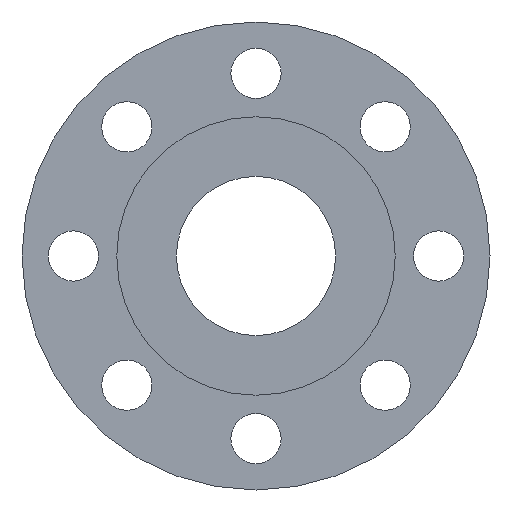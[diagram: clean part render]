
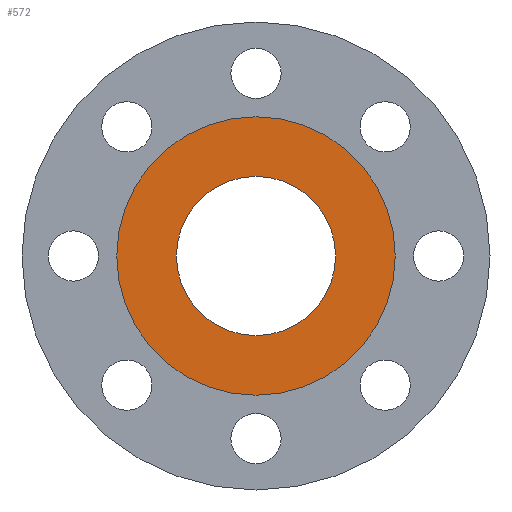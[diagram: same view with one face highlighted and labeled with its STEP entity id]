
A CAD part, front view. The second image highlights one B-rep face of the part: STEP entity #572.
In plain terms, the highlighted planar face has unit normal (0, -1, 0).
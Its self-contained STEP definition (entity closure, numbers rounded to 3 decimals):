
#11 = PLANE ( 'NONE',  #1007 ) ;
#29 = DIRECTION ( 'NONE',  ( 0., 1., 0. ) ) ;
#102 = CARTESIAN_POINT ( 'NONE',  ( 0., 0., -34.85 ) ) ;
#103 = AXIS2_PLACEMENT_3D ( 'NONE', #947, #29, #183 ) ;
#121 = DIRECTION ( 'NONE',  ( 0., 0., -1. ) ) ;
#150 = AXIS2_PLACEMENT_3D ( 'NONE', #474, #879, #629 ) ;
#156 = EDGE_CURVE ( 'NONE', #287, #862, #809, .T. ) ;
#175 = FACE_OUTER_BOUND ( 'NONE', #891, .T. ) ;
#181 = FACE_BOUND ( 'NONE', #549, .T. ) ;
#183 = DIRECTION ( 'NONE',  ( 0., 0., 1. ) ) ;
#287 = VERTEX_POINT ( 'NONE', #385 ) ;
#291 = AXIS2_PLACEMENT_3D ( 'NONE', #1076, #1001, #836 ) ;
#302 = EDGE_CURVE ( 'NONE', #862, #287, #347, .T. ) ;
#308 = CIRCLE ( 'NONE', #291, 34.85 ) ;
#313 = EDGE_CURVE ( 'NONE', #852, #991, #483, .T. ) ;
#345 = ORIENTED_EDGE ( 'NONE', *, *, #156, .F. ) ;
#346 = CARTESIAN_POINT ( 'NONE',  ( 0., 0., 34.85 ) ) ;
#347 = CIRCLE ( 'NONE', #1079, 61. ) ;
#381 = EDGE_CURVE ( 'NONE', #991, #852, #308, .T. ) ;
#385 = CARTESIAN_POINT ( 'NONE',  ( 0., 0., -61. ) ) ;
#412 = ORIENTED_EDGE ( 'NONE', *, *, #381, .T. ) ;
#422 = CARTESIAN_POINT ( 'NONE',  ( 0., 0., 34.85 ) ) ;
#474 = CARTESIAN_POINT ( 'NONE',  ( 0., 0., 0. ) ) ;
#483 = CIRCLE ( 'NONE', #150, 34.85 ) ;
#549 = EDGE_LOOP ( 'NONE', ( #581, #412 ) ) ;
#554 = DIRECTION ( 'NONE',  ( 0., 0., 1. ) ) ;
#572 = ADVANCED_FACE ( 'NONE', ( #181, #175 ), #11, .T. ) ;
#581 = ORIENTED_EDGE ( 'NONE', *, *, #313, .T. ) ;
#629 = DIRECTION ( 'NONE',  ( 0., 0., 1. ) ) ;
#809 = CIRCLE ( 'NONE', #103, 61. ) ;
#836 = DIRECTION ( 'NONE',  ( 0., 0., 1. ) ) ;
#852 = VERTEX_POINT ( 'NONE', #346 ) ;
#862 = VERTEX_POINT ( 'NONE', #916 ) ;
#879 = DIRECTION ( 'NONE',  ( 0., 1., 0. ) ) ;
#891 = EDGE_LOOP ( 'NONE', ( #902, #345 ) ) ;
#900 = CARTESIAN_POINT ( 'NONE',  ( 0., 0., 0. ) ) ;
#902 = ORIENTED_EDGE ( 'NONE', *, *, #302, .F. ) ;
#916 = CARTESIAN_POINT ( 'NONE',  ( 0., 0., 61. ) ) ;
#947 = CARTESIAN_POINT ( 'NONE',  ( 0., 0., 0. ) ) ;
#985 = DIRECTION ( 'NONE',  ( 0., 1., 0. ) ) ;
#991 = VERTEX_POINT ( 'NONE', #102 ) ;
#1001 = DIRECTION ( 'NONE',  ( 0., 1., 0. ) ) ;
#1007 = AXIS2_PLACEMENT_3D ( 'NONE', #422, #1062, #121 ) ;
#1062 = DIRECTION ( 'NONE',  ( 0., -1., 0. ) ) ;
#1076 = CARTESIAN_POINT ( 'NONE',  ( 0., 0., 0. ) ) ;
#1079 = AXIS2_PLACEMENT_3D ( 'NONE', #900, #985, #554 ) ;
